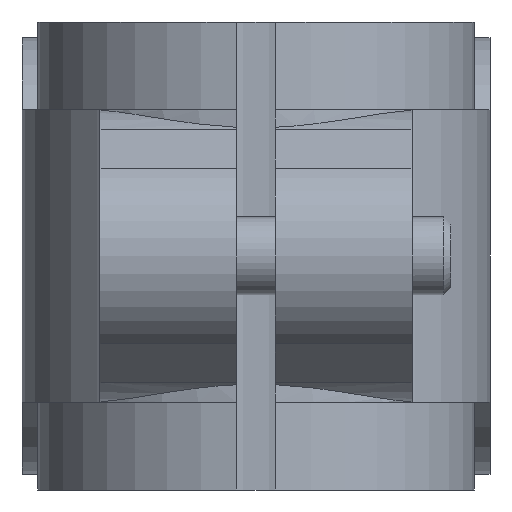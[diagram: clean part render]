
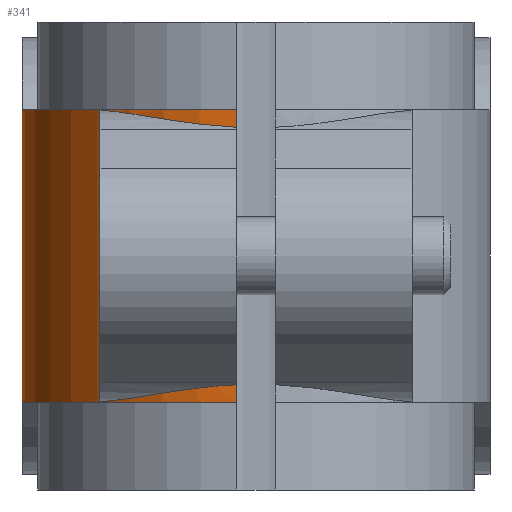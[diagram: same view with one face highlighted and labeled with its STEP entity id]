
A CAD part, left-side view. The second image highlights one B-rep face of the part: STEP entity #341.
In plain terms, the highlighted cylindrical face has radius 30 mm (diameter 60 mm), a partial arc.
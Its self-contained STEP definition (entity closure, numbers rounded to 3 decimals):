
#341 = ADVANCED_FACE( '', ( #800 ), #801, .T. );
#800 = FACE_OUTER_BOUND( '', #1369, .T. );
#801 = CYLINDRICAL_SURFACE( '', #1370, 30. );
#1369 = EDGE_LOOP( '', ( #2321, #2322, #2323, #2324, #2325, #2326, #2327, #2328 ) );
#1370 = AXIS2_PLACEMENT_3D( '', #2329, #2330, #2331 );
#2321 = ORIENTED_EDGE( '', *, *, #3558, .F. );
#2322 = ORIENTED_EDGE( '', *, *, #3559, .F. );
#2323 = ORIENTED_EDGE( '', *, *, #3560, .T. );
#2324 = ORIENTED_EDGE( '', *, *, #3561, .T. );
#2325 = ORIENTED_EDGE( '', *, *, #3562, .F. );
#2326 = ORIENTED_EDGE( '', *, *, #3563, .F. );
#2327 = ORIENTED_EDGE( '', *, *, #3564, .T. );
#2328 = ORIENTED_EDGE( '', *, *, #3328, .F. );
#2329 = CARTESIAN_POINT( '', ( 0., 0., 48.75 ) );
#2330 = DIRECTION( '', ( 0., 0., 1. ) );
#2331 = DIRECTION( '', ( -1., 0., 0. ) );
#3328 = EDGE_CURVE( '', #4010, #4013, #4014, .T. );
#3558 = EDGE_CURVE( '', #4368, #4010, #4369, .T. );
#3559 = EDGE_CURVE( '', #4370, #4368, #4371, .T. );
#3560 = EDGE_CURVE( '', #4370, #4372, #4373, .T. );
#3561 = EDGE_CURVE( '', #4372, #4374, #4375, .T. );
#3562 = EDGE_CURVE( '', #4376, #4374, #4377, .T. );
#3563 = EDGE_CURVE( '', #4378, #4376, #4379, .T. );
#3564 = EDGE_CURVE( '', #4378, #4013, #4380, .F. );
#4010 = VERTEX_POINT( '', #4970 );
#4013 = VERTEX_POINT( '', #4973 );
#4014 = B_SPLINE_CURVE_WITH_KNOTS( '', 3, ( #4974, #4975, #4976, #4977, #4978, #4979, #4980, #4981, #4982, #4983, #4984, #4985, #4986, #4987 ), .UNSPECIFIED., .F., .F., ( 4, 2, 2, 2, 2, 2, 4 ), ( 0.024, 0.027, 0.029, 0.034, 0.037, 0.039, 0.044 ), .UNSPECIFIED. );
#4368 = VERTEX_POINT( '', #5590 );
#4369 = LINE( '', #5591, #5592 );
#4370 = VERTEX_POINT( '', #5593 );
#4371 = CIRCLE( '', #5594, 30. );
#4372 = VERTEX_POINT( '', #5595 );
#4373 = LINE( '', #5596, #5597 );
#4374 = VERTEX_POINT( '', #5598 );
#4375 = CIRCLE( '', #5599, 30. );
#4376 = VERTEX_POINT( '', #5600 );
#4377 = LINE( '', #5601, #5602 );
#4378 = VERTEX_POINT( '', #5603 );
#4379 = B_SPLINE_CURVE_WITH_KNOTS( '', 3, ( #5604, #5605, #5606, #5607, #5608, #5609, #5610, #5611, #5612, #5613, #5614, #5615, #5616, #5617 ), .UNSPECIFIED., .F., .F., ( 4, 2, 2, 2, 2, 2, 4 ), ( 0., 0.005, 0.007, 0.01, 0.015, 0.017, 0.019 ), .UNSPECIFIED. );
#4380 = LINE( '', #5618, #5619 );
#4970 = CARTESIAN_POINT( '', ( -29.896, 2.5, 46.505 ) );
#4973 = CARTESIAN_POINT( '', ( -22.361, 20., 48.701 ) );
#4974 = CARTESIAN_POINT( '', ( -29.896, 2.5, 46.505 ) );
#4975 = CARTESIAN_POINT( '', ( -29.829, 3.303, 46.542 ) );
#4976 = CARTESIAN_POINT( '', ( -29.729, 4.102, 46.595 ) );
#4977 = CARTESIAN_POINT( '', ( -29.465, 5.696, 46.731 ) );
#4978 = CARTESIAN_POINT( '', ( -29.3, 6.492, 46.814 ) );
#4979 = CARTESIAN_POINT( '', ( -28.709, 8.856, 47.098 ) );
#4980 = CARTESIAN_POINT( '', ( -28.194, 10.377, 47.328 ) );
#4981 = CARTESIAN_POINT( '', ( -27.244, 12.586, 47.683 ) );
#4982 = CARTESIAN_POINT( '', ( -26.898, 13.31, 47.803 ) );
#4983 = CARTESIAN_POINT( '', ( -26.144, 14.735, 48.035 ) );
#4984 = CARTESIAN_POINT( '', ( -25.736, 15.438, 48.148 ) );
#4985 = CARTESIAN_POINT( '', ( -24.43, 17.487, 48.455 ) );
#4986 = CARTESIAN_POINT( '', ( -23.452, 18.78, 48.621 ) );
#4987 = CARTESIAN_POINT( '', ( -22.361, 20., 48.701 ) );
#5590 = CARTESIAN_POINT( '', ( -29.896, 2.5, 48.75 ) );
#5591 = CARTESIAN_POINT( '', ( -29.896, 2.5, 48.75 ) );
#5592 = VECTOR( '', #6481, 1000. );
#5593 = CARTESIAN_POINT( '', ( 0., 30., 48.75 ) );
#5594 = AXIS2_PLACEMENT_3D( '', #6482, #6483, #6484 );
#5595 = CARTESIAN_POINT( '', ( 0., 30., 11.25 ) );
#5596 = CARTESIAN_POINT( '', ( 0., 30., 48.75 ) );
#5597 = VECTOR( '', #6485, 1000. );
#5598 = CARTESIAN_POINT( '', ( -29.896, 2.5, 11.25 ) );
#5599 = AXIS2_PLACEMENT_3D( '', #6486, #6487, #6488 );
#5600 = CARTESIAN_POINT( '', ( -29.896, 2.5, 13.495 ) );
#5601 = CARTESIAN_POINT( '', ( -29.896, 2.5, 48.75 ) );
#5602 = VECTOR( '', #6489, 1000. );
#5603 = CARTESIAN_POINT( '', ( -22.361, 20., 11.299 ) );
#5604 = CARTESIAN_POINT( '', ( -22.361, 20., 11.299 ) );
#5605 = CARTESIAN_POINT( '', ( -23.455, 18.776, 11.379 ) );
#5606 = CARTESIAN_POINT( '', ( -24.429, 17.487, 11.545 ) );
#5607 = CARTESIAN_POINT( '', ( -25.725, 15.455, 11.85 ) );
#5608 = CARTESIAN_POINT( '', ( -26.13, 14.761, 11.961 ) );
#5609 = CARTESIAN_POINT( '', ( -26.883, 13.339, 12.193 ) );
#5610 = CARTESIAN_POINT( '', ( -27.233, 12.61, 12.313 ) );
#5611 = CARTESIAN_POINT( '', ( -28.195, 10.376, 12.672 ) );
#5612 = CARTESIAN_POINT( '', ( -28.709, 8.853, 12.903 ) );
#5613 = CARTESIAN_POINT( '', ( -29.295, 6.514, 13.183 ) );
#5614 = CARTESIAN_POINT( '', ( -29.46, 5.725, 13.266 ) );
#5615 = CARTESIAN_POINT( '', ( -29.726, 4.127, 13.403 ) );
#5616 = CARTESIAN_POINT( '', ( -29.827, 3.316, 13.458 ) );
#5617 = CARTESIAN_POINT( '', ( -29.896, 2.5, 13.495 ) );
#5618 = CARTESIAN_POINT( '', ( -22.361, 20., 48.75 ) );
#5619 = VECTOR( '', #6490, 1000. );
#6481 = DIRECTION( '', ( 0., 0., -1. ) );
#6482 = CARTESIAN_POINT( '', ( 0., 0., 48.75 ) );
#6483 = DIRECTION( '', ( 0., 0., 1. ) );
#6484 = DIRECTION( '', ( 1., 0., 0. ) );
#6485 = DIRECTION( '', ( 0., 0., -1. ) );
#6486 = CARTESIAN_POINT( '', ( 0., 0., 11.25 ) );
#6487 = DIRECTION( '', ( 0., 0., 1. ) );
#6488 = DIRECTION( '', ( 1., 0., 0. ) );
#6489 = DIRECTION( '', ( 0., 0., -1. ) );
#6490 = DIRECTION( '', ( 0., 0., -1. ) );
